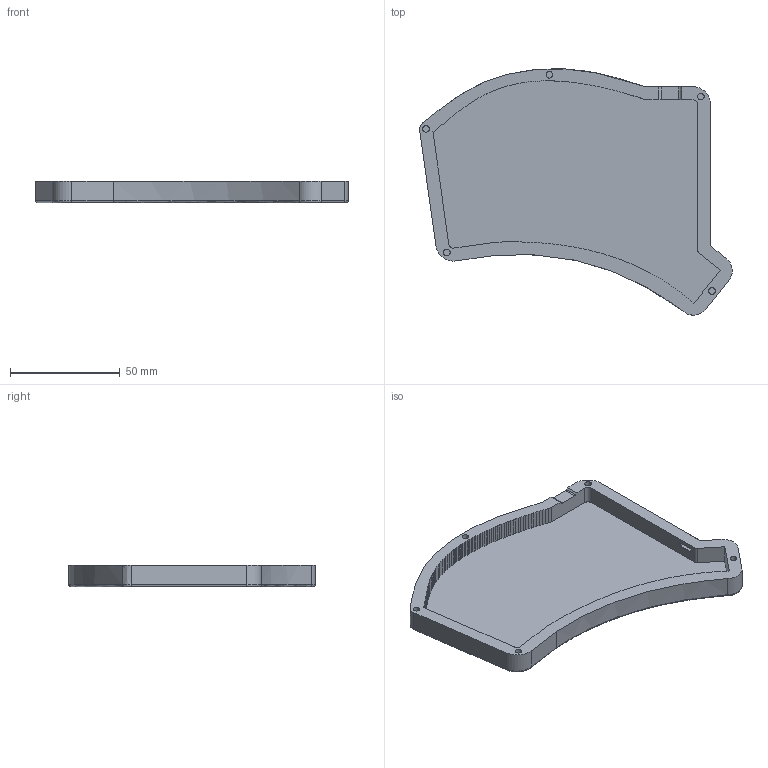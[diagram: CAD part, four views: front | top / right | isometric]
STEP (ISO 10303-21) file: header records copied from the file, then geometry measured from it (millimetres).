
FILE_DESCRIPTION(/* description */ (''),/* implementation_level */ '2;1');
FILE_NAME(/* name */ 'Left Top Case Bottom.step',/* time_stamp */ '2026-02-20T22:06:19+09:00',/* author */ (''),/* organization */ (''),/* preprocessor_version */ 'ST-DEVELOPER v20.1',/* originating_system */ 'Autodesk Translation Framework v14.24.0.0',/* authorisation */ '');
FILE_SCHEMA (('AUTOMOTIVE_DESIGN { 1 0 10303 214 3 1 1 }'));
Length unit declared in the file: millimetre
Products named in the file (1): 2026-02-20-22-06-18-983
Bounding box: 142.18 x 112.08 x 10 mm (x, y, z)
Volume: 41592.9 mm3; surface area: 30010.9 mm2
Topology: 1 solids, 1 shells, 220 faces, 623 edges, 410 vertices
Faces by surface type: plane 189, cylinder 21, bspline 6, torus 4
Full cylindrical faces by diameter (mm): 3 x5
Entity records: 7422 total; most frequent: CARTESIAN_POINT 1693, ORIENTED_EDGE 1246, DIRECTION 1078, EDGE_CURVE 623, LINE 566, VECTOR 566, VERTEX_POINT 410, AXIS2_PLACEMENT_3D 256
